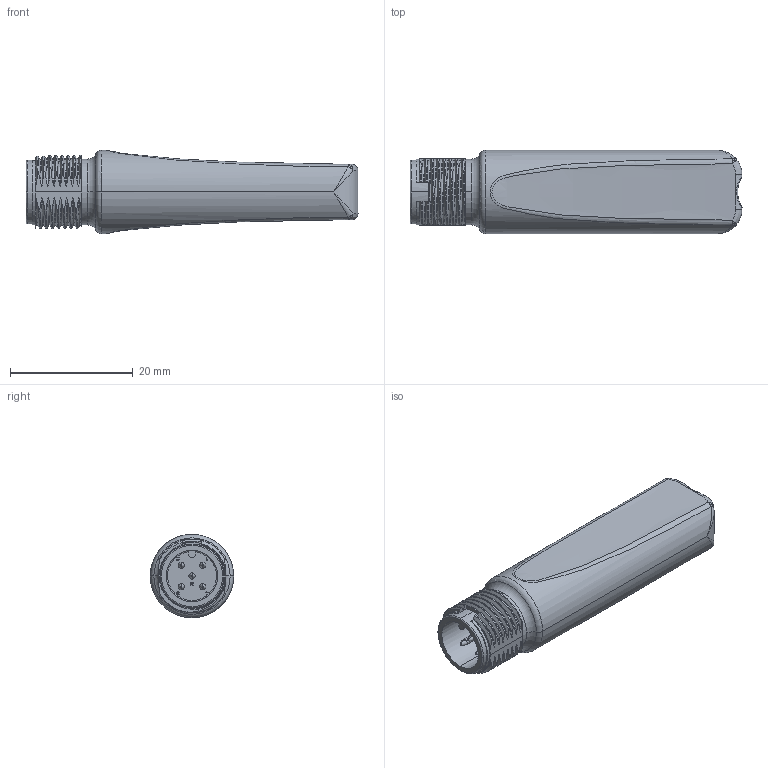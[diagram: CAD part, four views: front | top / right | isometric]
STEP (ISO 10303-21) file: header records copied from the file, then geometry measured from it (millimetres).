
FILE_DESCRIPTION(('OneSpaceDesigner STEP Export'),'2;1');
FILE_NAME('MLP1-XXT.stp','2017-03-06T 8:51:13',('SICK AG'),('SICK AG'),'Creo Elements/Direct Modeling STEP processor for AP214 (Solid Model)','Creo Elements/Direct Modeling 18.1B 29-Sep-2012 (C) Parametric Technology GmbH','');
FILE_SCHEMA(('AUTOMOTIVE_DESIGN { 1 0 10303 214 1 1 1 1 }'));
Products named in the file (2): MLP1-XXT
Assembly tree (1 placements, depth 2):
  MLP1-XXT
    MLP1-XXT
Bounding box: 54 x 13.55 x 13.55 mm (x, y, z)
Volume: 5862.4 mm3; surface area: 2901.3 mm2
Topology: 1 solids, 1 shells, 412 faces, 1142 edges, 747 vertices
Faces by surface type: plane 232, bspline 90, cylinder 56, extrusion 15, revolution 10, torus 8, cone 1
Entity records: 52442 total; most frequent: CARTESIAN_POINT 39363, ORIENTED_EDGE 2276, DIRECTION 1346, EDGE_CURVE 1138, VERTEX_POINT 747, VECTOR 620, LINE 604, PRESENTATION_STYLE_ASSIGNMENT 446
